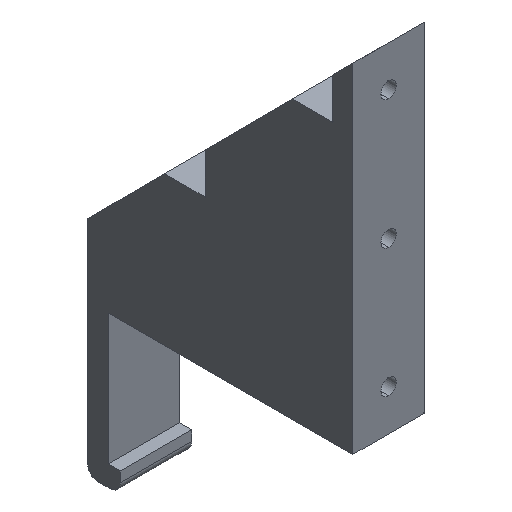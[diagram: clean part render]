
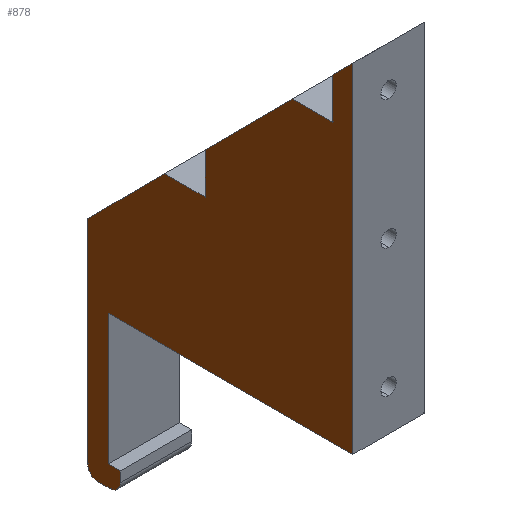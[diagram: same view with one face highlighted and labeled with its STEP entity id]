
A CAD part, isometric view. The second image highlights one B-rep face of the part: STEP entity #878.
In plain terms, the highlighted planar face has unit normal (-1, 0, 0).
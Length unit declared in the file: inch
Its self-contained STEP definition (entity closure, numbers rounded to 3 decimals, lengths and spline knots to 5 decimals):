
#11 = CARTESIAN_POINT ( 'NONE',  ( -0.4375, 0., 1.825 ) ) ;
#12 = VECTOR ( 'NONE', #423, 39.37008 ) ;
#19 = DIRECTION ( 'NONE',  ( 0., 0., 1. ) ) ;
#25 = AXIS2_PLACEMENT_3D ( 'NONE', #502, #437, #719 ) ;
#26 = LINE ( 'NONE', #861, #749 ) ;
#33 = CARTESIAN_POINT ( 'NONE',  ( -0.4375, 0.25, 0.875 ) ) ;
#34 = ORIENTED_EDGE ( 'NONE', *, *, #440, .F. ) ;
#40 = VECTOR ( 'NONE', #250, 39.37008 ) ;
#44 = VECTOR ( 'NONE', #838, 39.37008 ) ;
#48 = CARTESIAN_POINT ( 'NONE',  ( -0.4375, -0.15, -1.85 ) ) ;
#52 = CARTESIAN_POINT ( 'NONE',  ( -0.4375, -0.15, -1.725 ) ) ;
#59 = EDGE_CURVE ( 'NONE', #543, #494, #102, .T. ) ;
#65 = DIRECTION ( 'NONE',  ( 0., 0., -1. ) ) ;
#68 = ORIENTED_EDGE ( 'NONE', *, *, #74, .F. ) ;
#70 = CIRCLE ( 'NONE', #409, 0.125 ) ;
#74 = EDGE_CURVE ( 'NONE', #327, #403, #105, .T. ) ;
#80 = ORIENTED_EDGE ( 'NONE', *, *, #257, .F. ) ;
#93 = ORIENTED_EDGE ( 'NONE', *, *, #785, .F. ) ;
#95 = CARTESIAN_POINT ( 'NONE',  ( -0.4375, 0.25, 0.875 ) ) ;
#97 = CARTESIAN_POINT ( 'NONE',  ( -0.4375, -1.18893, 2.325 ) ) ;
#102 = LINE ( 'NONE', #48, #40 ) ;
#105 = LINE ( 'NONE', #402, #818 ) ;
#109 = LINE ( 'NONE', #610, #643 ) ;
#129 = VECTOR ( 'NONE', #873, 39.37008 ) ;
#137 = LINE ( 'NONE', #850, #261 ) ;
#139 = CARTESIAN_POINT ( 'NONE',  ( -0.4375, -3., 0. ) ) ;
#142 = VECTOR ( 'NONE', #209, 39.37008 ) ;
#147 = AXIS2_PLACEMENT_3D ( 'NONE', #240, #513, #518 ) ;
#158 = VECTOR ( 'NONE', #813, 39.37008 ) ;
#160 = CARTESIAN_POINT ( 'NONE',  ( -0.4375, -0.025, -1.725 ) ) ;
#162 = EDGE_CURVE ( 'NONE', #308, #801, #109, .T. ) ;
#164 = CARTESIAN_POINT ( 'NONE',  ( -0.4375, -3., 0. ) ) ;
#165 = ORIENTED_EDGE ( 'NONE', *, *, #483, .F. ) ;
#168 = LINE ( 'NONE', #33, #203 ) ;
#193 = LINE ( 'NONE', #841, #142 ) ;
#203 = VECTOR ( 'NONE', #523, 39.37008 ) ;
#209 = DIRECTION ( 'NONE',  ( 0., 1., 0. ) ) ;
#221 = CARTESIAN_POINT ( 'NONE',  ( -0.4375, 0.25, -1.725 ) ) ;
#230 = CIRCLE ( 'NONE', #25, 0.125 ) ;
#231 = DIRECTION ( 'NONE',  ( 0., 0., -1. ) ) ;
#236 = PLANE ( 'NONE',  #147 ) ;
#240 = CARTESIAN_POINT ( 'NONE',  ( -0.4375, 0., 0. ) ) ;
#247 = EDGE_CURVE ( 'NONE', #445, #386, #825, .T. ) ;
#250 = DIRECTION ( 'NONE',  ( 0., 0., -1. ) ) ;
#257 = EDGE_CURVE ( 'NONE', #874, #865, #193, .T. ) ;
#261 = VECTOR ( 'NONE', #486, 39.37008 ) ;
#263 = ORIENTED_EDGE ( 'NONE', *, *, #885, .T. ) ;
#264 = CARTESIAN_POINT ( 'NONE',  ( -0.4375, -0.15, -1.6 ) ) ;
#281 = ORIENTED_EDGE ( 'NONE', *, *, #59, .F. ) ;
#286 = ORIENTED_EDGE ( 'NONE', *, *, #461, .F. ) ;
#287 = EDGE_CURVE ( 'NONE', #386, #631, #775, .T. ) ;
#289 = CARTESIAN_POINT ( 'NONE',  ( -0.4375, -1.18893, 1.825 ) ) ;
#308 = VERTEX_POINT ( 'NONE', #97 ) ;
#326 = CARTESIAN_POINT ( 'NONE',  ( -0.4375, -0.69275, 1.825 ) ) ;
#327 = VERTEX_POINT ( 'NONE', #857 ) ;
#332 = DIRECTION ( 'NONE',  ( 0., -0.704, 0.71 ) ) ;
#346 = ORIENTED_EDGE ( 'NONE', *, *, #448, .F. ) ;
#364 = LINE ( 'NONE', #651, #613 ) ;
#376 = CARTESIAN_POINT ( 'NONE',  ( -0.4375, 0.125, -1.85 ) ) ;
#378 = VECTOR ( 'NONE', #65, 39.37008 ) ;
#386 = VERTEX_POINT ( 'NONE', #164 ) ;
#389 = CARTESIAN_POINT ( 'NONE',  ( -0.4375, -3., 4.15 ) ) ;
#400 = EDGE_CURVE ( 'NONE', #842, #760, #800, .T. ) ;
#402 = CARTESIAN_POINT ( 'NONE',  ( -0.4375, 0.25, 0.875 ) ) ;
#403 = VERTEX_POINT ( 'NONE', #326 ) ;
#409 = AXIS2_PLACEMENT_3D ( 'NONE', #160, #446, #858 ) ;
#413 = ORIENTED_EDGE ( 'NONE', *, *, #726, .F. ) ;
#414 = CARTESIAN_POINT ( 'NONE',  ( -0.4375, 0., -1.6 ) ) ;
#421 = ORIENTED_EDGE ( 'NONE', *, *, #287, .F. ) ;
#423 = DIRECTION ( 'NONE',  ( 0., 1., 0. ) ) ;
#424 = LINE ( 'NONE', #11, #44 ) ;
#437 = DIRECTION ( 'NONE',  ( -1., 0., 0. ) ) ;
#440 = EDGE_CURVE ( 'NONE', #661, #327, #168, .T. ) ;
#445 = VERTEX_POINT ( 'NONE', #389 ) ;
#446 = DIRECTION ( 'NONE',  ( -1., 0., 0. ) ) ;
#448 = EDGE_CURVE ( 'NONE', #819, #543, #884, .T. ) ;
#453 = DIRECTION ( 'NONE',  ( 0., 0., 1. ) ) ;
#461 = EDGE_CURVE ( 'NONE', #760, #445, #591, .T. ) ;
#476 = ORIENTED_EDGE ( 'NONE', *, *, #162, .F. ) ;
#483 = EDGE_CURVE ( 'NONE', #631, #819, #26, .T. ) ;
#486 = DIRECTION ( 'NONE',  ( 0., -1., 0. ) ) ;
#492 = CARTESIAN_POINT ( 'NONE',  ( -0.4375, -2.75191, 3.9 ) ) ;
#494 = VERTEX_POINT ( 'NONE', #52 ) ;
#502 = CARTESIAN_POINT ( 'NONE',  ( -0.4375, 0.125, -1.725 ) ) ;
#513 = DIRECTION ( 'NONE',  ( -1., 0., 0. ) ) ;
#518 = DIRECTION ( 'NONE',  ( 0., 0., 1. ) ) ;
#523 = DIRECTION ( 'NONE',  ( 0., 0., 1. ) ) ;
#527 = CARTESIAN_POINT ( 'NONE',  ( -0.4375, -0.15, -1.6 ) ) ;
#543 = VERTEX_POINT ( 'NONE', #264 ) ;
#575 = CARTESIAN_POINT ( 'NONE',  ( -0.4375, -0.025, -1.85 ) ) ;
#586 = CARTESIAN_POINT ( 'NONE',  ( -0.4375, -2.75191, 3.4 ) ) ;
#591 = LINE ( 'NONE', #95, #129 ) ;
#610 = CARTESIAN_POINT ( 'NONE',  ( -0.4375, 0.25, 0.875 ) ) ;
#611 = EDGE_CURVE ( 'NONE', #874, #494, #70, .T. ) ;
#613 = VECTOR ( 'NONE', #19, 39.37008 ) ;
#631 = VERTEX_POINT ( 'NONE', #798 ) ;
#643 = VECTOR ( 'NONE', #895, 39.37008 ) ;
#651 = CARTESIAN_POINT ( 'NONE',  ( -0.4375, -1.18893, 0. ) ) ;
#661 = VERTEX_POINT ( 'NONE', #221 ) ;
#666 = CARTESIAN_POINT ( 'NONE',  ( -0.4375, -2.75191, 0. ) ) ;
#698 = CARTESIAN_POINT ( 'NONE',  ( -0.4375, -2.25573, 3.4 ) ) ;
#701 = CARTESIAN_POINT ( 'NONE',  ( -0.4375, -3., 0.875 ) ) ;
#719 = DIRECTION ( 'NONE',  ( 0., 0., 1. ) ) ;
#726 = EDGE_CURVE ( 'NONE', #814, #308, #364, .T. ) ;
#742 = EDGE_LOOP ( 'NONE', ( #80, #797, #281, #346, #165, #421, #765, #286, #779, #747, #476, #413, #93, #68, #34, #263 ) ) ;
#747 = ORIENTED_EDGE ( 'NONE', *, *, #788, .F. ) ;
#749 = VECTOR ( 'NONE', #231, 39.37008 ) ;
#760 = VERTEX_POINT ( 'NONE', #492 ) ;
#765 = ORIENTED_EDGE ( 'NONE', *, *, #247, .F. ) ;
#775 = LINE ( 'NONE', #139, #12 ) ;
#779 = ORIENTED_EDGE ( 'NONE', *, *, #400, .F. ) ;
#785 = EDGE_CURVE ( 'NONE', #403, #814, #424, .T. ) ;
#788 = EDGE_CURVE ( 'NONE', #801, #842, #137, .T. ) ;
#797 = ORIENTED_EDGE ( 'NONE', *, *, #611, .T. ) ;
#798 = CARTESIAN_POINT ( 'NONE',  ( -0.4375, 0., 0. ) ) ;
#800 = LINE ( 'NONE', #666, #806 ) ;
#801 = VERTEX_POINT ( 'NONE', #698 ) ;
#806 = VECTOR ( 'NONE', #453, 39.37008 ) ;
#813 = DIRECTION ( 'NONE',  ( 0., -1., 0. ) ) ;
#814 = VERTEX_POINT ( 'NONE', #289 ) ;
#818 = VECTOR ( 'NONE', #332, 39.37008 ) ;
#819 = VERTEX_POINT ( 'NONE', #414 ) ;
#825 = LINE ( 'NONE', #701, #378 ) ;
#838 = DIRECTION ( 'NONE',  ( 0., -1., 0. ) ) ;
#841 = CARTESIAN_POINT ( 'NONE',  ( -0.4375, 0.25, -1.85 ) ) ;
#842 = VERTEX_POINT ( 'NONE', #586 ) ;
#850 = CARTESIAN_POINT ( 'NONE',  ( -0.4375, 0., 3.4 ) ) ;
#857 = CARTESIAN_POINT ( 'NONE',  ( -0.4375, 0.25, 0.875 ) ) ;
#858 = DIRECTION ( 'NONE',  ( 0., 0., 1. ) ) ;
#861 = CARTESIAN_POINT ( 'NONE',  ( -0.4375, 0., -1.6 ) ) ;
#865 = VERTEX_POINT ( 'NONE', #376 ) ;
#871 = FACE_OUTER_BOUND ( 'NONE', #742, .T. ) ;
#873 = DIRECTION ( 'NONE',  ( 0., -0.704, 0.71 ) ) ;
#874 = VERTEX_POINT ( 'NONE', #575 ) ;
#878 = ADVANCED_FACE ( 'NONE', ( #871 ), #236, .T. ) ;
#884 = LINE ( 'NONE', #527, #158 ) ;
#885 = EDGE_CURVE ( 'NONE', #661, #865, #230, .T. ) ;
#895 = DIRECTION ( 'NONE',  ( 0., -0.704, 0.71 ) ) ;
